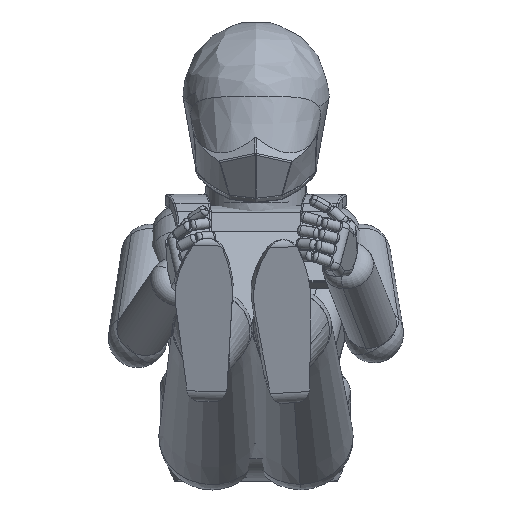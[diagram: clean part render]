
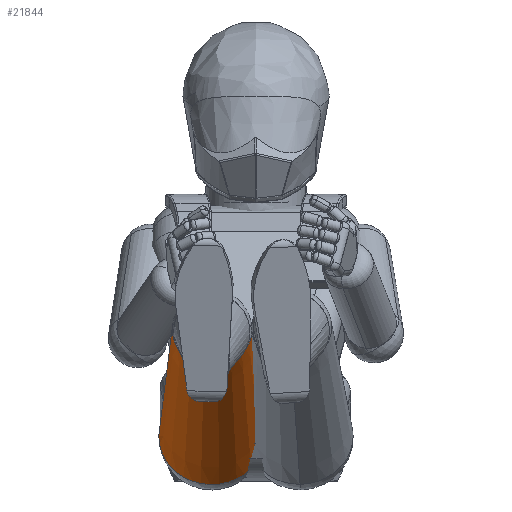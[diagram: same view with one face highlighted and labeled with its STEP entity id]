
A CAD part, top view. The second image highlights one B-rep face of the part: STEP entity #21844.
In plain terms, the highlighted conical face has half-angle 3.066 degrees and reference radius 68.724 mm.
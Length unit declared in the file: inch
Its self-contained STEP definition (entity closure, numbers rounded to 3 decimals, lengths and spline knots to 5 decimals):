
#587 = EDGE_CURVE ( 'NONE', #3697, #14170, #16260, .T. ) ;
#610 = AXIS2_PLACEMENT_3D ( 'NONE', #3900, #12217, #16084 ) ;
#1576 = AXIS2_PLACEMENT_3D ( 'NONE', #16701, #17615, #22300 ) ;
#2378 = CARTESIAN_POINT ( 'NONE',  ( 0., 0., 3.58101 ) ) ;
#3429 = FACE_OUTER_BOUND ( 'NONE', #16587, .T. ) ;
#3697 = VERTEX_POINT ( 'NONE', #4290 ) ;
#3900 = CARTESIAN_POINT ( 'NONE',  ( 0., 0., 0. ) ) ;
#4073 = AXIS2_PLACEMENT_3D ( 'NONE', #8777, #6825, #18114 ) ;
#4213 = EDGE_CURVE ( 'NONE', #14170, #21104, #14585, .T. ) ;
#4290 = CARTESIAN_POINT ( 'NONE',  ( 0., -16.34, 2.70565 ) ) ;
#4962 = VECTOR ( 'NONE', #7976, 39.37008 ) ;
#6450 = CARTESIAN_POINT ( 'NONE',  ( 0., -16.34, -2.70565 ) ) ;
#6825 = DIRECTION ( 'NONE',  ( 0., 1., 0. ) ) ;
#7368 = EDGE_CURVE ( 'NONE', #3697, #16870, #14982, .T. ) ;
#7784 = CARTESIAN_POINT ( 'NONE',  ( 0., -16.34, -2.70565 ) ) ;
#7976 = DIRECTION ( 'NONE',  ( 0., 0.999, 0.053 ) ) ;
#8039 = CIRCLE ( 'NONE', #610, 3.58101 ) ;
#8777 = CARTESIAN_POINT ( 'NONE',  ( 0., -16.34, 0. ) ) ;
#9993 = ORIENTED_EDGE ( 'NONE', *, *, #24655, .F. ) ;
#10069 = VECTOR ( 'NONE', #21891, 39.37008 ) ;
#12162 = CARTESIAN_POINT ( 'NONE',  ( 0., 0., -3.58101 ) ) ;
#12217 = DIRECTION ( 'NONE',  ( 0., 1., 0. ) ) ;
#13108 = ORIENTED_EDGE ( 'NONE', *, *, #4213, .T. ) ;
#13807 = ORIENTED_EDGE ( 'NONE', *, *, #7368, .F. ) ;
#14170 = VERTEX_POINT ( 'NONE', #7784 ) ;
#14326 = CARTESIAN_POINT ( 'NONE',  ( 0., -16.34, 2.70565 ) ) ;
#14585 = LINE ( 'NONE', #6450, #10069 ) ;
#14982 = LINE ( 'NONE', #14326, #4962 ) ;
#16084 = DIRECTION ( 'NONE',  ( 0., 0., 1. ) ) ;
#16260 = CIRCLE ( 'NONE', #4073, 2.70565 ) ;
#16533 = ORIENTED_EDGE ( 'NONE', *, *, #587, .T. ) ;
#16587 = EDGE_LOOP ( 'NONE', ( #16533, #13108, #9993, #13807 ) ) ;
#16701 = CARTESIAN_POINT ( 'NONE',  ( 0., -16.34, 0. ) ) ;
#16870 = VERTEX_POINT ( 'NONE', #2378 ) ;
#17388 = CONICAL_SURFACE ( 'NONE', #1576, 2.70565, 0.054 ) ;
#17615 = DIRECTION ( 'NONE',  ( 0., 1., 0. ) ) ;
#18114 = DIRECTION ( 'NONE',  ( 0., 0., 1. ) ) ;
#21104 = VERTEX_POINT ( 'NONE', #12162 ) ;
#21844 = ADVANCED_FACE ( 'NONE', ( #3429 ), #17388, .T. ) ;
#21891 = DIRECTION ( 'NONE',  ( 0., 0.999, -0.053 ) ) ;
#22300 = DIRECTION ( 'NONE',  ( 0., 0., 1. ) ) ;
#24655 = EDGE_CURVE ( 'NONE', #16870, #21104, #8039, .T. ) ;
